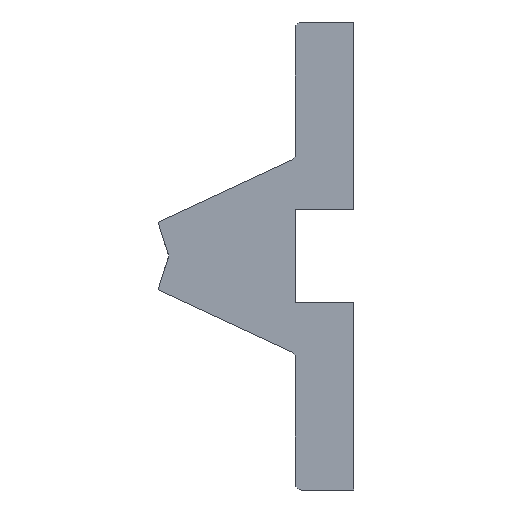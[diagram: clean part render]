
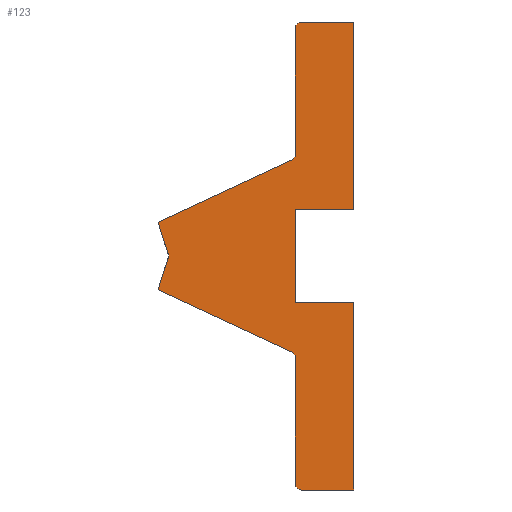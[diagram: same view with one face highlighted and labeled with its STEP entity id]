
A CAD part, left-side view. The second image highlights one B-rep face of the part: STEP entity #123.
In plain terms, the highlighted planar face has unit normal (-1, 0, 0).
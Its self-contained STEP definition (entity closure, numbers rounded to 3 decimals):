
#123 = ADVANCED_FACE( '', ( #246 ), #247, .F. );
#246 = FACE_OUTER_BOUND( '', #369, .T. );
#247 = PLANE( '', #370 );
#369 = EDGE_LOOP( '', ( #790, #791, #792, #793, #794, #795, #796, #797, #798, #799, #800, #801, #802, #803, #804, #805, #806 ) );
#370 = AXIS2_PLACEMENT_3D( '', #807, #808, #809 );
#790 = ORIENTED_EDGE( '', *, *, #955, .F. );
#791 = ORIENTED_EDGE( '', *, *, #914, .F. );
#792 = ORIENTED_EDGE( '', *, *, #918, .F. );
#793 = ORIENTED_EDGE( '', *, *, #921, .F. );
#794 = ORIENTED_EDGE( '', *, *, #924, .F. );
#795 = ORIENTED_EDGE( '', *, *, #926, .F. );
#796 = ORIENTED_EDGE( '', *, *, #906, .F. );
#797 = ORIENTED_EDGE( '', *, *, #895, .F. );
#798 = ORIENTED_EDGE( '', *, *, #929, .F. );
#799 = ORIENTED_EDGE( '', *, *, #932, .F. );
#800 = ORIENTED_EDGE( '', *, *, #935, .F. );
#801 = ORIENTED_EDGE( '', *, *, #938, .F. );
#802 = ORIENTED_EDGE( '', *, *, #941, .F. );
#803 = ORIENTED_EDGE( '', *, *, #944, .F. );
#804 = ORIENTED_EDGE( '', *, *, #947, .F. );
#805 = ORIENTED_EDGE( '', *, *, #950, .F. );
#806 = ORIENTED_EDGE( '', *, *, #953, .F. );
#807 = CARTESIAN_POINT( '', ( 0., 0., 0. ) );
#808 = DIRECTION( '', ( 1., 0., 0. ) );
#809 = DIRECTION( '', ( 0., 0., -1. ) );
#895 = EDGE_CURVE( '', #1102, #1104, #1105, .T. );
#906 = EDGE_CURVE( '', #1104, #1116, #1117, .T. );
#914 = EDGE_CURVE( '', #1127, #1129, #1130, .T. );
#918 = EDGE_CURVE( '', #1134, #1127, #1136, .T. );
#921 = EDGE_CURVE( '', #1139, #1134, #1141, .T. );
#924 = EDGE_CURVE( '', #1144, #1139, #1146, .T. );
#926 = EDGE_CURVE( '', #1116, #1144, #1148, .T. );
#929 = EDGE_CURVE( '', #1151, #1102, #1153, .T. );
#932 = EDGE_CURVE( '', #1156, #1151, #1158, .T. );
#935 = EDGE_CURVE( '', #1161, #1156, #1163, .T. );
#938 = EDGE_CURVE( '', #1166, #1161, #1168, .T. );
#941 = EDGE_CURVE( '', #1171, #1166, #1173, .T. );
#944 = EDGE_CURVE( '', #1176, #1171, #1178, .T. );
#947 = EDGE_CURVE( '', #1181, #1176, #1183, .T. );
#950 = EDGE_CURVE( '', #1186, #1181, #1188, .T. );
#953 = EDGE_CURVE( '', #1191, #1186, #1193, .T. );
#955 = EDGE_CURVE( '', #1129, #1191, #1195, .T. );
#1102 = VERTEX_POINT( '', #1374 );
#1104 = VERTEX_POINT( '', #1377 );
#1105 = LINE( '', #1378, #1379 );
#1116 = VERTEX_POINT( '', #1395 );
#1117 = LINE( '', #1396, #1397 );
#1127 = VERTEX_POINT( '', #1410 );
#1129 = VERTEX_POINT( '', #1413 );
#1130 = LINE( '', #1414, #1415 );
#1134 = VERTEX_POINT( '', #1420 );
#1136 = CIRCLE( '', #1423, 0.5 );
#1139 = VERTEX_POINT( '', #1427 );
#1141 = LINE( '', #1430, #1431 );
#1144 = VERTEX_POINT( '', #1434 );
#1146 = CIRCLE( '', #1437, 0.5 );
#1148 = LINE( '', #1440, #1441 );
#1151 = VERTEX_POINT( '', #1445 );
#1153 = LINE( '', #1448, #1449 );
#1156 = VERTEX_POINT( '', #1452 );
#1158 = CIRCLE( '', #1455, 0.5 );
#1161 = VERTEX_POINT( '', #1459 );
#1163 = LINE( '', #1462, #1463 );
#1166 = VERTEX_POINT( '', #1466 );
#1168 = CIRCLE( '', #1469, 0.5 );
#1171 = VERTEX_POINT( '', #1473 );
#1173 = LINE( '', #1476, #1477 );
#1176 = VERTEX_POINT( '', #1481 );
#1178 = LINE( '', #1484, #1485 );
#1181 = VERTEX_POINT( '', #1489 );
#1183 = LINE( '', #1492, #1493 );
#1186 = VERTEX_POINT( '', #1497 );
#1188 = LINE( '', #1500, #1501 );
#1191 = VERTEX_POINT( '', #1505 );
#1193 = LINE( '', #1508, #1509 );
#1195 = LINE( '', #1512, #1513 );
#1374 = CARTESIAN_POINT( '', ( 0., 16.747, -2.9 ) );
#1377 = CARTESIAN_POINT( '', ( 0., 15.833, 0. ) );
#1378 = CARTESIAN_POINT( '', ( 0., 16.747, -2.9 ) );
#1379 = VECTOR( '', #1703, 1. );
#1395 = CARTESIAN_POINT( '', ( 0., 16.747, 2.9 ) );
#1396 = CARTESIAN_POINT( '', ( 0., 15.833, 0. ) );
#1397 = VECTOR( '', #1724, 1. );
#1410 = CARTESIAN_POINT( '', ( 0., 4.5, 20. ) );
#1413 = CARTESIAN_POINT( '', ( 0., 0., 20. ) );
#1414 = CARTESIAN_POINT( '', ( 0., 4.5, 20. ) );
#1415 = VECTOR( '', #1738, 1. );
#1420 = CARTESIAN_POINT( '', ( 0., 5., 19.5 ) );
#1423 = AXIS2_PLACEMENT_3D( '', #1744, #1745, #1746 );
#1427 = CARTESIAN_POINT( '', ( 0., 5., 8.696 ) );
#1430 = CARTESIAN_POINT( '', ( 0., 5., 8.696 ) );
#1431 = VECTOR( '', #1749, 1. );
#1434 = CARTESIAN_POINT( '', ( 0., 5.289, 8.243 ) );
#1437 = AXIS2_PLACEMENT_3D( '', #1754, #1755, #1756 );
#1440 = CARTESIAN_POINT( '', ( 0., 16.747, 2.9 ) );
#1441 = VECTOR( '', #1758, 1. );
#1445 = CARTESIAN_POINT( '', ( 0., 5.289, -8.243 ) );
#1448 = CARTESIAN_POINT( '', ( 0., 5.289, -8.243 ) );
#1449 = VECTOR( '', #1761, 1. );
#1452 = CARTESIAN_POINT( '', ( 0., 5., -8.696 ) );
#1455 = AXIS2_PLACEMENT_3D( '', #1766, #1767, #1768 );
#1459 = CARTESIAN_POINT( '', ( 0., 5., -19.5 ) );
#1462 = CARTESIAN_POINT( '', ( 0., 5., -19.5 ) );
#1463 = VECTOR( '', #1771, 1. );
#1466 = CARTESIAN_POINT( '', ( 0., 4.5, -20. ) );
#1469 = AXIS2_PLACEMENT_3D( '', #1776, #1777, #1778 );
#1473 = CARTESIAN_POINT( '', ( 0., 0., -20. ) );
#1476 = CARTESIAN_POINT( '', ( 0., 0., -20. ) );
#1477 = VECTOR( '', #1781, 1. );
#1481 = CARTESIAN_POINT( '', ( 0., 0., -4. ) );
#1484 = CARTESIAN_POINT( '', ( 0., 0., -4. ) );
#1485 = VECTOR( '', #1784, 1. );
#1489 = CARTESIAN_POINT( '', ( 0., 5., -4. ) );
#1492 = CARTESIAN_POINT( '', ( 0., 5., -4. ) );
#1493 = VECTOR( '', #1787, 1. );
#1497 = CARTESIAN_POINT( '', ( 0., 5., 4. ) );
#1500 = CARTESIAN_POINT( '', ( 0., 5., 4. ) );
#1501 = VECTOR( '', #1790, 1. );
#1505 = CARTESIAN_POINT( '', ( 0., 0., 4. ) );
#1508 = CARTESIAN_POINT( '', ( 0., 0., 4. ) );
#1509 = VECTOR( '', #1793, 1. );
#1512 = CARTESIAN_POINT( '', ( 0., 0., 20. ) );
#1513 = VECTOR( '', #1795, 1. );
#1703 = DIRECTION( '', ( 0., -0.301, 0.954 ) );
#1724 = DIRECTION( '', ( 0., 0.301, 0.954 ) );
#1738 = DIRECTION( '', ( 0., -1., 0. ) );
#1744 = CARTESIAN_POINT( '', ( 0., 4.5, 19.5 ) );
#1745 = DIRECTION( '', ( 1., 0., 0. ) );
#1746 = DIRECTION( '', ( 0., 1., 0. ) );
#1749 = DIRECTION( '', ( 0., 0., 1. ) );
#1754 = CARTESIAN_POINT( '', ( 0., 5.5, 8.696 ) );
#1755 = DIRECTION( '', ( -1., 0., 0. ) );
#1756 = DIRECTION( '', ( 0., -0.423, -0.906 ) );
#1758 = DIRECTION( '', ( 0., -0.906, 0.423 ) );
#1761 = DIRECTION( '', ( 0., 0.906, 0.423 ) );
#1766 = CARTESIAN_POINT( '', ( 0., 5.5, -8.696 ) );
#1767 = DIRECTION( '', ( -1., 0., 0. ) );
#1768 = DIRECTION( '', ( 0., -1., 0. ) );
#1771 = DIRECTION( '', ( 0., 0., 1. ) );
#1776 = CARTESIAN_POINT( '', ( 0., 4.5, -19.5 ) );
#1777 = DIRECTION( '', ( 1., 0., 0. ) );
#1778 = DIRECTION( '', ( 0., 0., -1. ) );
#1781 = DIRECTION( '', ( 0., 1., 0. ) );
#1784 = DIRECTION( '', ( 0., 0., -1. ) );
#1787 = DIRECTION( '', ( 0., -1., 0. ) );
#1790 = DIRECTION( '', ( 0., 0., -1. ) );
#1793 = DIRECTION( '', ( 0., 1., 0. ) );
#1795 = DIRECTION( '', ( 0., 0., -1. ) );
